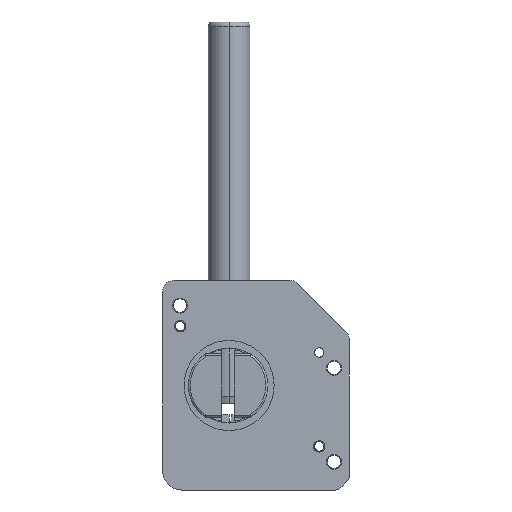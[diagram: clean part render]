
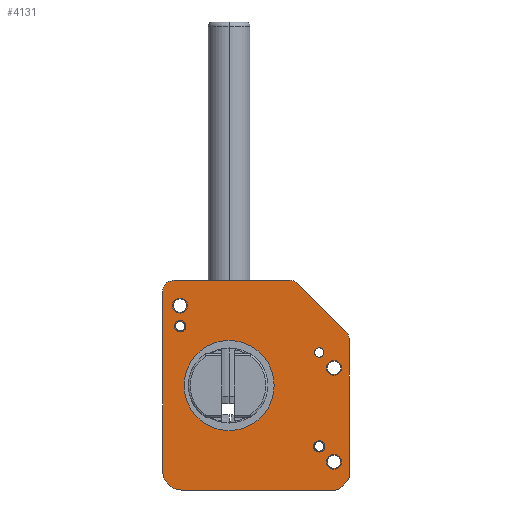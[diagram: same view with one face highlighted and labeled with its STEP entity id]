
A CAD part, left-side view. The second image highlights one B-rep face of the part: STEP entity #4131.
In plain terms, the highlighted face is planar.
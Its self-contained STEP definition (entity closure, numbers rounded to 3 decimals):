
#3590=CARTESIAN_POINT('',(5.,-32.,-0.085));
#3591=DIRECTION('',(1.,0.,0.));
#3592=DIRECTION('',(0.,-1.,0.));
#3593=AXIS2_PLACEMENT_3D('',#3590,#3591,#3592);
#3595=CARTESIAN_POINT('',(5.,-32.,-0.085));
#3596=DIRECTION('',(1.,0.,0.));
#3597=DIRECTION('',(0.,1.,0.));
#3598=AXIS2_PLACEMENT_3D('',#3595,#3596,#3597);
#3600=CARTESIAN_POINT('',(5.,-4.066,-20.399));
#3601=DIRECTION('',(-1.,0.,0.));
#3602=DIRECTION('',(0.,-1.,0.));
#3603=AXIS2_PLACEMENT_3D('',#3600,#3601,#3602);
#3605=CARTESIAN_POINT('',(5.,-4.066,-20.399));
#3606=DIRECTION('',(-1.,0.,0.));
#3607=DIRECTION('',(0.,1.,0.));
#3608=AXIS2_PLACEMENT_3D('',#3605,#3606,#3607);
#3610=CARTESIAN_POINT('',(5.,-4.066,4.601));
#3611=DIRECTION('',(-1.,0.,0.));
#3612=DIRECTION('',(0.,-1.,0.));
#3613=AXIS2_PLACEMENT_3D('',#3610,#3611,#3612);
#3615=CARTESIAN_POINT('',(5.,-4.066,4.601));
#3616=DIRECTION('',(-1.,0.,0.));
#3617=DIRECTION('',(0.,1.,0.));
#3618=AXIS2_PLACEMENT_3D('',#3615,#3616,#3617);
#3620=CARTESIAN_POINT('',(5.,-8.,-16.305));
#3621=DIRECTION('',(-1.,0.,0.));
#3622=DIRECTION('',(0.,-1.,0.));
#3623=AXIS2_PLACEMENT_3D('',#3620,#3621,#3622);
#3625=CARTESIAN_POINT('',(5.,-8.,-16.305));
#3626=DIRECTION('',(-1.,0.,0.));
#3627=DIRECTION('',(0.,1.,0.));
#3628=AXIS2_PLACEMENT_3D('',#3625,#3626,#3627);
#3630=CARTESIAN_POINT('',(5.,-8.,8.695));
#3631=DIRECTION('',(-1.,0.,0.));
#3632=DIRECTION('',(0.,-1.,0.));
#3633=AXIS2_PLACEMENT_3D('',#3630,#3631,#3632);
#3635=CARTESIAN_POINT('',(5.,-8.,8.695));
#3636=DIRECTION('',(-1.,0.,0.));
#3637=DIRECTION('',(0.,1.,0.));
#3638=AXIS2_PLACEMENT_3D('',#3635,#3636,#3637);
#3640=CARTESIAN_POINT('',(5.,-45.01,15.695));
#3641=DIRECTION('',(-1.,0.,0.));
#3642=DIRECTION('',(0.,-1.,0.));
#3643=AXIS2_PLACEMENT_3D('',#3640,#3641,#3642);
#3645=CARTESIAN_POINT('',(5.,-45.01,15.695));
#3646=DIRECTION('',(-1.,0.,0.));
#3647=DIRECTION('',(0.,1.,0.));
#3648=AXIS2_PLACEMENT_3D('',#3645,#3646,#3647);
#3650=CARTESIAN_POINT('',(5.,-45.066,21.201));
#3651=DIRECTION('',(-1.,0.,0.));
#3652=DIRECTION('',(0.,-1.,0.));
#3653=AXIS2_PLACEMENT_3D('',#3650,#3651,#3652);
#3655=CARTESIAN_POINT('',(5.,-45.066,21.201));
#3656=DIRECTION('',(-1.,0.,0.));
#3657=DIRECTION('',(0.,1.,0.));
#3658=AXIS2_PLACEMENT_3D('',#3655,#3656,#3657);
#3660=DIRECTION('',(0.,1.,0.));
#3661=VECTOR('',#3660,41.095);
#3662=CARTESIAN_POINT('',(5.,-44.666,-27.915));
#3663=LINE('',#3662,#3661);
#3664=CARTESIAN_POINT('',(5.,-44.666,-22.915));
#3665=DIRECTION('',(1.,0.,0.));
#3666=DIRECTION('',(0.,-1.,0.));
#3667=AXIS2_PLACEMENT_3D('',#3664,#3665,#3666);
#3669=DIRECTION('',(0.,0.,-1.));
#3670=VECTOR('',#3669,47.83);
#3671=CARTESIAN_POINT('',(5.,-49.666,24.915));
#3672=LINE('',#3671,#3670);
#3673=CARTESIAN_POINT('',(5.,-46.666,24.915));
#3674=DIRECTION('',(1.,0.,0.));
#3675=DIRECTION('',(0.,0.,1.));
#3676=AXIS2_PLACEMENT_3D('',#3673,#3674,#3675);
#3678=DIRECTION('',(0.,-1.,0.));
#3679=VECTOR('',#3678,30.837);
#3680=CARTESIAN_POINT('',(5.,-15.829,27.915));
#3681=LINE('',#3680,#3679);
#3682=CARTESIAN_POINT('',(5.,-15.829,24.915));
#3683=DIRECTION('',(1.,0.,0.));
#3684=DIRECTION('',(0.,0.707,0.707));
#3685=AXIS2_PLACEMENT_3D('',#3682,#3683,#3684);
#3687=DIRECTION('',(0.,0.707,-0.707));
#3688=VECTOR('',#3687,18.142);
#3689=CARTESIAN_POINT('',(5.,-13.707,27.036));
#3690=LINE('',#3689,#3688);
#3691=CARTESIAN_POINT('',(5.,-3.,12.086));
#3692=DIRECTION('',(1.,0.,0.));
#3693=DIRECTION('',(0.,1.,0.));
#3694=AXIS2_PLACEMENT_3D('',#3691,#3692,#3693);
#3696=DIRECTION('',(0.,0.,1.));
#3697=VECTOR('',#3696,36.43);
#3698=CARTESIAN_POINT('',(5.,0.,-24.344));
#3699=LINE('',#3698,#3697);
#3700=CARTESIAN_POINT('',(5.,-1.5,-24.344));
#3701=DIRECTION('',(1.,0.,0.));
#3702=DIRECTION('',(0.,0.707,-0.707));
#3703=AXIS2_PLACEMENT_3D('',#3700,#3701,#3702);
#3705=DIRECTION('',(0.,-0.707,-0.707));
#3706=VECTOR('',#3705,2.929);
#3707=CARTESIAN_POINT('',(5.,-0.439,-25.404));
#3708=LINE('',#3707,#3706);
#3709=CARTESIAN_POINT('',(5.,-3.571,-26.415));
#3710=DIRECTION('',(1.,0.,0.));
#3711=DIRECTION('',(0.,0.,-1.));
#3712=AXIS2_PLACEMENT_3D('',#3709,#3710,#3711);
#3818=CARTESIAN_POINT('',(5.,-44.,-0.085));
#3819=CARTESIAN_POINT('',(5.,-20.,-0.085));
#3820=VERTEX_POINT('',#3818);
#3821=VERTEX_POINT('',#3819);
#3854=CARTESIAN_POINT('',(5.,-5.816,-20.399));
#3855=CARTESIAN_POINT('',(5.,-2.316,-20.399));
#3856=VERTEX_POINT('',#3854);
#3857=VERTEX_POINT('',#3855);
#3858=CARTESIAN_POINT('',(5.,-5.816,4.601));
#3859=CARTESIAN_POINT('',(5.,-2.316,4.601));
#3860=VERTEX_POINT('',#3858);
#3861=VERTEX_POINT('',#3859);
#3862=CARTESIAN_POINT('',(5.,-9.25,-16.305));
#3863=CARTESIAN_POINT('',(5.,-6.75,-16.305));
#3864=VERTEX_POINT('',#3862);
#3865=VERTEX_POINT('',#3863);
#3866=CARTESIAN_POINT('',(5.,-9.25,8.695));
#3867=CARTESIAN_POINT('',(5.,-6.75,8.695));
#3868=VERTEX_POINT('',#3866);
#3869=VERTEX_POINT('',#3867);
#3870=CARTESIAN_POINT('',(5.,-46.26,15.695));
#3871=CARTESIAN_POINT('',(5.,-43.76,15.695));
#3872=VERTEX_POINT('',#3870);
#3873=VERTEX_POINT('',#3871);
#3874=CARTESIAN_POINT('',(5.,-46.816,21.201));
#3875=CARTESIAN_POINT('',(5.,-43.316,21.201));
#3876=VERTEX_POINT('',#3874);
#3877=VERTEX_POINT('',#3875);
#3882=CARTESIAN_POINT('',(5.,-49.666,-22.915));
#3883=VERTEX_POINT('',#3882);
#3884=CARTESIAN_POINT('',(5.,-44.666,-27.915));
#3885=VERTEX_POINT('',#3884);
#3890=CARTESIAN_POINT('',(5.,-46.666,27.915));
#3891=VERTEX_POINT('',#3890);
#3892=CARTESIAN_POINT('',(5.,-49.666,24.915));
#3893=VERTEX_POINT('',#3892);
#3896=CARTESIAN_POINT('',(5.,-15.829,27.915));
#3897=VERTEX_POINT('',#3896);
#3898=CARTESIAN_POINT('',(5.,0.,12.086));
#3899=CARTESIAN_POINT('',(5.,-0.879,14.208));
#3900=VERTEX_POINT('',#3898);
#3901=VERTEX_POINT('',#3899);
#3908=CARTESIAN_POINT('',(5.,-13.707,27.036));
#3909=VERTEX_POINT('',#3908);
#3912=CARTESIAN_POINT('',(5.,-3.571,-27.915));
#3913=VERTEX_POINT('',#3912);
#3916=CARTESIAN_POINT('',(5.,0.,-24.344));
#3917=VERTEX_POINT('',#3916);
#3920=CARTESIAN_POINT('',(5.,-0.439,-25.404));
#3921=VERTEX_POINT('',#3920);
#3922=CARTESIAN_POINT('',(5.,-2.511,-27.476));
#3923=VERTEX_POINT('',#3922);
#4059=CARTESIAN_POINT('',(5.,0.,0.));
#4060=DIRECTION('',(1.,0.,0.));
#4061=DIRECTION('',(0.,-1.,0.));
#4062=AXIS2_PLACEMENT_3D('',#4059,#4060,#4061);
#4063=PLANE('',#4062);
#4065=ORIENTED_EDGE('',*,*,#4064,.F.);
#4067=ORIENTED_EDGE('',*,*,#4066,.F.);
#4069=ORIENTED_EDGE('',*,*,#4068,.F.);
#4071=ORIENTED_EDGE('',*,*,#4070,.F.);
#4073=ORIENTED_EDGE('',*,*,#4072,.F.);
#4075=ORIENTED_EDGE('',*,*,#4074,.F.);
#4077=ORIENTED_EDGE('',*,*,#4076,.T.);
#4079=ORIENTED_EDGE('',*,*,#4078,.F.);
#4081=ORIENTED_EDGE('',*,*,#4080,.F.);
#4083=ORIENTED_EDGE('',*,*,#4082,.F.);
#4085=ORIENTED_EDGE('',*,*,#4084,.T.);
#4087=ORIENTED_EDGE('',*,*,#4086,.F.);
#4088=EDGE_LOOP('',(#4065,#4067,#4069,#4071,#4073,#4075,#4077,#4079,#4081,#4083,
#4085,#4087));
#4089=FACE_OUTER_BOUND('',#4088,.F.);
#4091=ORIENTED_EDGE('',*,*,#4090,.F.);
#4093=ORIENTED_EDGE('',*,*,#4092,.F.);
#4094=EDGE_LOOP('',(#4091,#4093));
#4095=FACE_BOUND('',#4094,.F.);
#4097=ORIENTED_EDGE('',*,*,#4096,.F.);
#4099=ORIENTED_EDGE('',*,*,#4098,.F.);
#4100=EDGE_LOOP('',(#4097,#4099));
#4101=FACE_BOUND('',#4100,.F.);
#4103=ORIENTED_EDGE('',*,*,#4102,.F.);
#4105=ORIENTED_EDGE('',*,*,#4104,.F.);
#4106=EDGE_LOOP('',(#4103,#4105));
#4107=FACE_BOUND('',#4106,.F.);
#4109=ORIENTED_EDGE('',*,*,#4108,.F.);
#4111=ORIENTED_EDGE('',*,*,#4110,.F.);
#4112=EDGE_LOOP('',(#4109,#4111));
#4113=FACE_BOUND('',#4112,.F.);
#4115=ORIENTED_EDGE('',*,*,#4114,.F.);
#4117=ORIENTED_EDGE('',*,*,#4116,.F.);
#4118=EDGE_LOOP('',(#4115,#4117));
#4119=FACE_BOUND('',#4118,.F.);
#4121=ORIENTED_EDGE('',*,*,#4120,.F.);
#4123=ORIENTED_EDGE('',*,*,#4122,.F.);
#4124=EDGE_LOOP('',(#4121,#4123));
#4125=FACE_BOUND('',#4124,.F.);
#4126=ORIENTED_EDGE('',*,*,#4049,.T.);
#4128=ORIENTED_EDGE('',*,*,#4127,.T.);
#4129=EDGE_LOOP('',(#4126,#4128));
#4130=FACE_BOUND('',#4129,.F.);
#4131=ADVANCED_FACE('',(#4089,#4095,#4101,#4107,#4113,#4119,#4125,#4130),#4063,
.T.);
#3594=CIRCLE('',#3593,12.);
#3599=CIRCLE('',#3598,12.);
#3604=CIRCLE('',#3603,1.75);
#3609=CIRCLE('',#3608,1.75);
#3614=CIRCLE('',#3613,1.75);
#3619=CIRCLE('',#3618,1.75);
#3624=CIRCLE('',#3623,1.25);
#3629=CIRCLE('',#3628,1.25);
#3634=CIRCLE('',#3633,1.25);
#3639=CIRCLE('',#3638,1.25);
#3644=CIRCLE('',#3643,1.25);
#3649=CIRCLE('',#3648,1.25);
#3654=CIRCLE('',#3653,1.75);
#3659=CIRCLE('',#3658,1.75);
#3668=CIRCLE('',#3667,5.);
#3677=CIRCLE('',#3676,3.);
#3686=CIRCLE('',#3685,3.);
#3695=CIRCLE('',#3694,3.);
#3704=CIRCLE('',#3703,1.5);
#3713=CIRCLE('',#3712,1.5);
#4049=EDGE_CURVE('',#3820,#3821,#3594,.T.);
#4064=EDGE_CURVE('',#3885,#3913,#3663,.T.);
#4066=EDGE_CURVE('',#3883,#3885,#3668,.T.);
#4068=EDGE_CURVE('',#3893,#3883,#3672,.T.);
#4070=EDGE_CURVE('',#3891,#3893,#3677,.T.);
#4072=EDGE_CURVE('',#3897,#3891,#3681,.T.);
#4074=EDGE_CURVE('',#3909,#3897,#3686,.T.);
#4076=EDGE_CURVE('',#3909,#3901,#3690,.T.);
#4078=EDGE_CURVE('',#3900,#3901,#3695,.T.);
#4080=EDGE_CURVE('',#3917,#3900,#3699,.T.);
#4082=EDGE_CURVE('',#3921,#3917,#3704,.T.);
#4084=EDGE_CURVE('',#3921,#3923,#3708,.T.);
#4086=EDGE_CURVE('',#3913,#3923,#3713,.T.);
#4090=EDGE_CURVE('',#3856,#3857,#3604,.T.);
#4092=EDGE_CURVE('',#3857,#3856,#3609,.T.);
#4096=EDGE_CURVE('',#3860,#3861,#3614,.T.);
#4098=EDGE_CURVE('',#3861,#3860,#3619,.T.);
#4102=EDGE_CURVE('',#3864,#3865,#3624,.T.);
#4104=EDGE_CURVE('',#3865,#3864,#3629,.T.);
#4108=EDGE_CURVE('',#3868,#3869,#3634,.T.);
#4110=EDGE_CURVE('',#3869,#3868,#3639,.T.);
#4114=EDGE_CURVE('',#3872,#3873,#3644,.T.);
#4116=EDGE_CURVE('',#3873,#3872,#3649,.T.);
#4120=EDGE_CURVE('',#3876,#3877,#3654,.T.);
#4122=EDGE_CURVE('',#3877,#3876,#3659,.T.);
#4127=EDGE_CURVE('',#3821,#3820,#3599,.T.);
